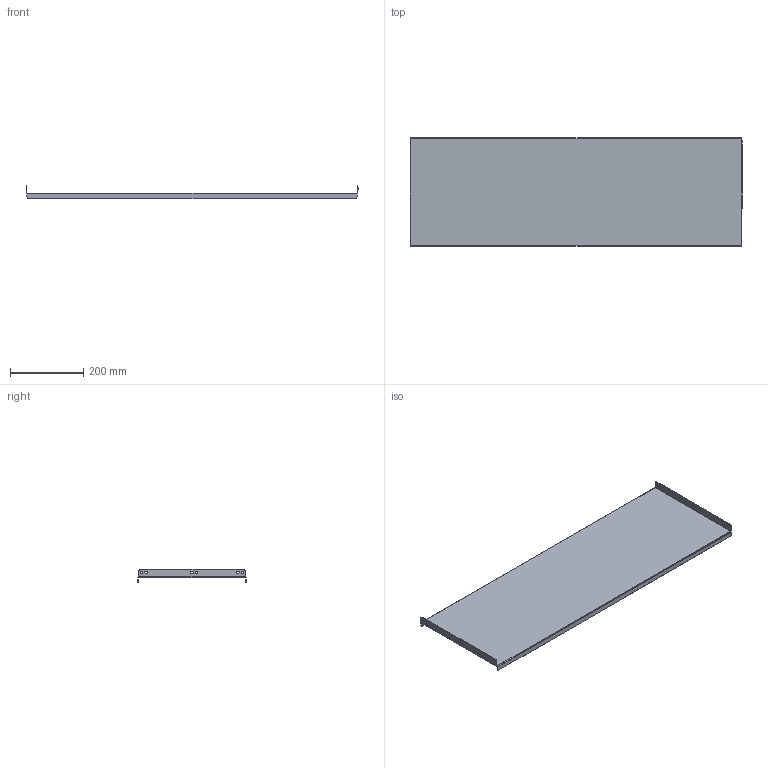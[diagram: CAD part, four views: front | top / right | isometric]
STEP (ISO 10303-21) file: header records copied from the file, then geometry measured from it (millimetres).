
FILE_DESCRIPTION (( 'STEP AP214' ), '1' );
FILE_NAME ('FO-00-FPS-100-030 FORMAT Ïàíåëü ñåêöèîííàÿ âíóòðåííÿÿ çàäíÿÿ 4B 1000õ300ìì IEK.STEP', '2022-05-31T09:16:01', ( '' ), ( '' ), 'SwSTEP 2.0', 'SolidWorks 2017', '' );
FILE_SCHEMA (( 'AUTOMOTIVE_DESIGN' ));
Length unit declared in the file: millimetre
Products named in the file (1): FO-00-FPS-100-030 FORMAT Ïàíåëü ñåêöèîííàÿ âíóòðåííÿÿ çàäíÿÿ 4B 1000õ300ìì IEK
Bounding box: 906 x 296 x 35.5 mm (x, y, z)
Volume: 453109.8 mm3; surface area: 608334.4 mm2
Topology: 1 solids, 1 shells, 70 faces, 172 edges, 104 vertices
Faces by surface type: cylinder 40, plane 30
Entity records: 2142 total; most frequent: DIRECTION 394, CARTESIAN_POINT 347, ORIENTED_EDGE 344, EDGE_CURVE 172, AXIS2_PLACEMENT_3D 151, VERTEX_POINT 104, EDGE_LOOP 94, LINE 92
